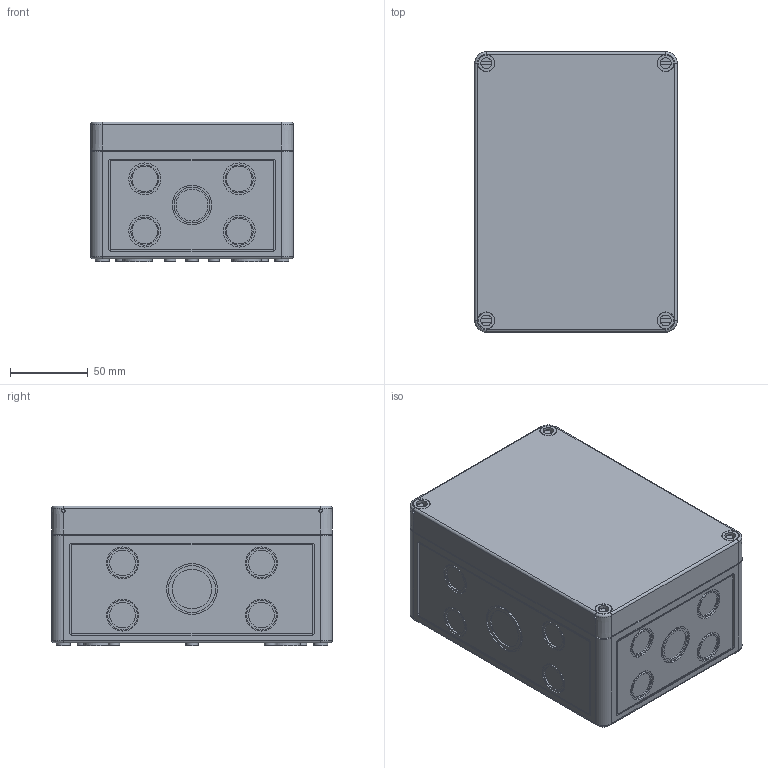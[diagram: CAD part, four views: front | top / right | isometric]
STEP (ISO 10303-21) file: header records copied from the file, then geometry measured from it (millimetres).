
FILE_DESCRIPTION(('FreeCAD Model'),'2;1');
FILE_NAME('31114.3_CK1813-90_MVT.stp', '2021-06-10T10:36:29',('Author'),(''), 'Open CASCADE STEP processor 7.3','FreeCAD','Unknown');
FILE_SCHEMA(('AUTOMOTIVE_DESIGN { 1 0 10303 214 1 1 1 1 }'));
Length unit declared in the file: millimetre
Products named in the file (4): 31114.3_CK1813-90_MVT; 31114.3_CK1813-90_MVT002; 31114.3_CK1813-90_MVT006
Assembly tree (6 placements, depth 2):
  31114.3_CK1813-90_MVT
    31114.3_CK1813-90_MVT
    31114.3_CK1813-90_MVT002
    31114.3_CK1813-90_MVT006  x4
Bounding box: 130 x 180 x 89.7 mm (x, y, z)
Volume: 348307 mm3; surface area: 228743.2 mm2
Topology: 6 solids, 6 shells, 831 faces, 1914 edges, 1252 vertices
Faces by surface type: plane 478, cylinder 297, cone 44, torus 12
Full cylindrical faces by diameter (mm): 2.2 x2, 3.4 x12, 5 x4, 5.8 x8, 7 x4, 7.3 x8, 7.85 x4, 8.376 x4, 9 x4, 10.2 x4, 10.5 x4, 12.5 x7, 13.96 x7, 14 x4, 16.5 x19, 17 x4, 17.96 x8, 19 x4, 19.11 x4, 20.5 x15, 22.96 x3, 25.5 x4, 29.96 x1, 32.5 x1
Entity records: 49194 total; most frequent: CARTESIAN_POINT 10187, DIRECTION 6631, LINE 3373, VECTOR 3373, ORIENTED_EDGE 3250, PCURVE 3250, DEFINITIONAL_REPRESENTATION 3250, EDGE_CURVE 1625
